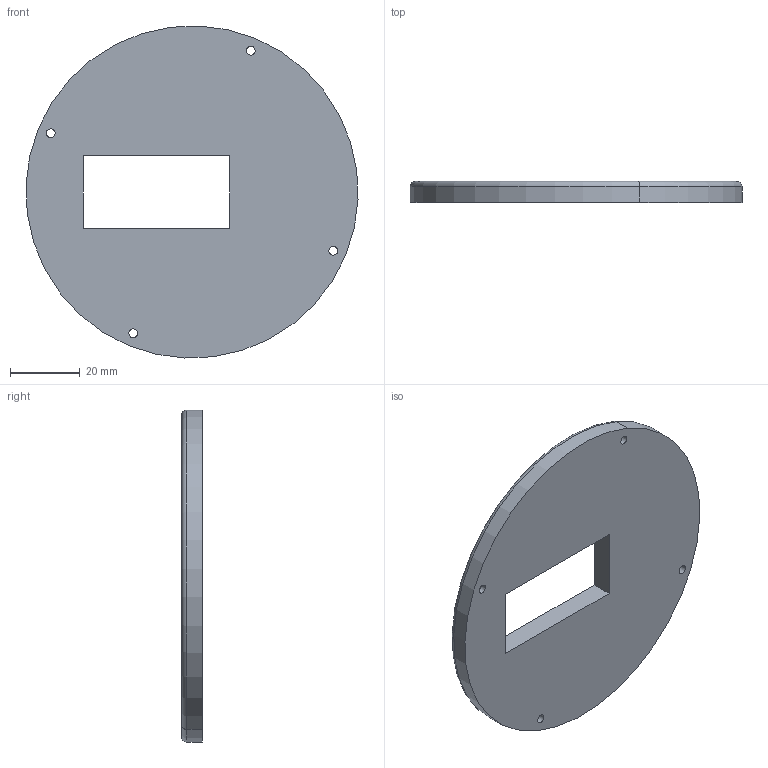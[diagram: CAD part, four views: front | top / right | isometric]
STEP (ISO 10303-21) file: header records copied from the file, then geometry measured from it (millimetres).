
FILE_DESCRIPTION (( 'STEP AP203' ), '1' );
FILE_NAME ('M_C_R_3.STEP', '2025-12-04T09:17:47', ( '' ), ( '' ), 'SwSTEP 2.0', 'SolidWorks 2022', '' );
FILE_SCHEMA (( 'CONFIG_CONTROL_DESIGN' ));
Length unit declared in the file: millimetre
Products named in the file (1): M_C_R_3
Bounding box: 94.9 x 6 x 94.9 mm (x, y, z)
Volume: 37052 mm3; surface area: 14936.8 mm2
Topology: 1 solids, 1 shells, 18 faces, 46 edges, 30 vertices
Faces by surface type: cylinder 10, plane 6, torus 2
Entity records: 655 total; most frequent: DIRECTION 108, CARTESIAN_POINT 95, ORIENTED_EDGE 92, EDGE_CURVE 46, AXIS2_PLACEMENT_3D 43, VERTEX_POINT 30, EDGE_LOOP 28, CIRCLE 24
